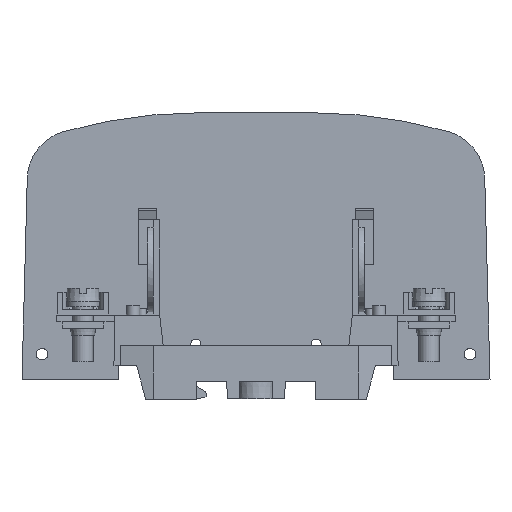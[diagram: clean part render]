
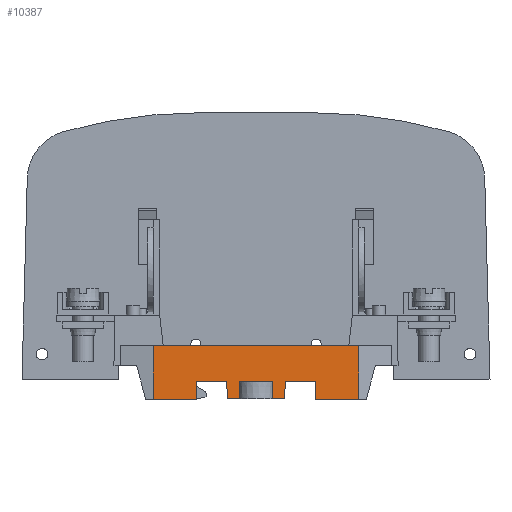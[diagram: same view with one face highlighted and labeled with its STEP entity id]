
A CAD part, left-side view. The second image highlights one B-rep face of the part: STEP entity #10387.
In plain terms, the highlighted planar face has unit normal (-1, 0, 0.018).
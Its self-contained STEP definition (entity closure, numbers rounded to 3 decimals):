
#8528=FACE_OUTER_BOUND('',#15910,.T.);
#10387=ADVANCED_FACE('',(#8528),#12390,.F.);
#12390=PLANE('',#48770);
#15910=EDGE_LOOP('',(#22786,#22787,#22788,#22789,#22790,#22791,#22792,#22793,
#22794,#22795,#22796,#22797,#22798,#22799,#22800,#22801));
#22786=ORIENTED_EDGE('',*,*,#35989,.F.);
#22787=ORIENTED_EDGE('',*,*,#33412,.T.);
#22788=ORIENTED_EDGE('',*,*,#35988,.F.);
#22789=ORIENTED_EDGE('',*,*,#35790,.T.);
#22790=ORIENTED_EDGE('',*,*,#35295,.T.);
#22791=ORIENTED_EDGE('',*,*,#35290,.F.);
#22792=ORIENTED_EDGE('',*,*,#35286,.T.);
#22793=ORIENTED_EDGE('',*,*,#34798,.T.);
#22794=ORIENTED_EDGE('',*,*,#34793,.F.);
#22795=ORIENTED_EDGE('',*,*,#34790,.F.);
#22796=ORIENTED_EDGE('',*,*,#34788,.T.);
#22797=ORIENTED_EDGE('',*,*,#34784,.T.);
#22798=ORIENTED_EDGE('',*,*,#34897,.F.);
#22799=ORIENTED_EDGE('',*,*,#34893,.F.);
#22800=ORIENTED_EDGE('',*,*,#35232,.F.);
#22801=ORIENTED_EDGE('',*,*,#35990,.F.);
#29626=VERTEX_POINT('',#62078);
#29627=VERTEX_POINT('',#62080);
#30659=VERTEX_POINT('',#65245);
#30660=VERTEX_POINT('',#65247);
#30662=VERTEX_POINT('',#65252);
#30664=VERTEX_POINT('',#65259);
#30666=VERTEX_POINT('',#65265);
#30667=VERTEX_POINT('',#65269);
#30731=VERTEX_POINT('',#65508);
#30732=VERTEX_POINT('',#65510);
#30945=VERTEX_POINT('',#66268);
#30977=VERTEX_POINT('',#66374);
#30978=VERTEX_POINT('',#66379);
#30980=VERTEX_POINT('',#66389);
#31270=VERTEX_POINT('',#67383);
#31351=VERTEX_POINT('',#67754);
#33412=EDGE_CURVE('',#29627,#29626,#39133,.T.);
#34784=EDGE_CURVE('',#30660,#30659,#40205,.T.);
#34788=EDGE_CURVE('',#30662,#30660,#40209,.T.);
#34790=EDGE_CURVE('',#30662,#30664,#40211,.T.);
#34793=EDGE_CURVE('',#30664,#30666,#40214,.T.);
#34798=EDGE_CURVE('',#30667,#30666,#40219,.T.);
#34893=EDGE_CURVE('',#30731,#30732,#40290,.T.);
#34897=EDGE_CURVE('',#30732,#30659,#40294,.T.);
#35232=EDGE_CURVE('',#30945,#30731,#40567,.T.);
#35286=EDGE_CURVE('',#30977,#30667,#40617,.T.);
#35290=EDGE_CURVE('',#30977,#30978,#40621,.T.);
#35295=EDGE_CURVE('',#30980,#30978,#40626,.T.);
#35790=EDGE_CURVE('',#31270,#30980,#41091,.T.);
#35988=EDGE_CURVE('',#31270,#29626,#41286,.T.);
#35989=EDGE_CURVE('',#29627,#31351,#41287,.T.);
#35990=EDGE_CURVE('',#31351,#30945,#41288,.T.);
#39133=LINE('',#62079,#43484);
#40205=LINE('',#65246,#44556);
#40209=LINE('',#65254,#44560);
#40211=LINE('',#65258,#44562);
#40214=LINE('',#65264,#44565);
#40219=LINE('',#65273,#44570);
#40290=LINE('',#65509,#44641);
#40294=LINE('',#65516,#44645);
#40567=LINE('',#66269,#44918);
#40617=LINE('',#66373,#44968);
#40621=LINE('',#66380,#44972);
#40626=LINE('',#66388,#44977);
#41091=LINE('',#67382,#45442);
#41286=LINE('',#67751,#45637);
#41287=LINE('',#67753,#45638);
#41288=LINE('',#67755,#45639);
#43484=VECTOR('',#50990,1.);
#44556=VECTOR('',#53226,1.);
#44560=VECTOR('',#53232,1.);
#44562=VECTOR('',#53236,1.);
#44565=VECTOR('',#53241,1.);
#44570=VECTOR('',#53248,1.);
#44641=VECTOR('',#53419,1.);
#44645=VECTOR('',#53427,1.);
#44918=VECTOR('',#54022,1.);
#44968=VECTOR('',#54118,1.);
#44972=VECTOR('',#54124,1.);
#44977=VECTOR('',#54133,1.);
#45442=VECTOR('',#54996,1.);
#45637=VECTOR('',#55369,1.);
#45638=VECTOR('',#55372,1.);
#45639=VECTOR('',#55373,1.);
#48770=AXIS2_PLACEMENT_3D('',#67756,#55374,#55375);
#50990=DIRECTION('',(0.,1.,0.));
#53226=DIRECTION('',(0.,-1.,0.));
#53232=DIRECTION('',(-0.017,-0.009,-1.));
#53236=DIRECTION('',(0.,1.,0.));
#53241=DIRECTION('',(-0.017,0.009,-1.));
#53248=DIRECTION('',(0.,-1.,0.));
#53419=DIRECTION('',(0.,1.,0.));
#53427=DIRECTION('',(-0.017,0.009,-1.));
#54022=DIRECTION('',(0.017,0.009,1.));
#54118=DIRECTION('',(-0.017,-0.009,-1.));
#54124=DIRECTION('',(0.,1.,0.));
#54133=DIRECTION('',(0.017,-0.009,1.));
#54996=DIRECTION('',(0.,-1.,0.));
#55369=DIRECTION('',(0.017,-0.001,1.));
#55372=DIRECTION('',(-0.017,-0.001,-1.));
#55373=DIRECTION('',(0.,1.,0.));
#55374=DIRECTION('',(1.,0.,-0.017));
#55375=DIRECTION('',(0.,-1.,0.));
#62078=CARTESIAN_POINT('',(0.279,100.75,16.));
#62079=CARTESIAN_POINT('',(0.279,70.004,16.));
#62080=CARTESIAN_POINT('',(0.279,39.25,16.));
#65245=CARTESIAN_POINT('',(0.003,61.35,0.2));
#65246=CARTESIAN_POINT('',(0.003,64.504,0.2));
#65247=CARTESIAN_POINT('',(0.003,65.,0.2));
#65252=CARTESIAN_POINT('',(0.094,65.045,5.4));
#65254=CARTESIAN_POINT('',(0.077,65.037,4.409));
#65258=CARTESIAN_POINT('',(0.094,66.037,5.4));
#65259=CARTESIAN_POINT('',(0.094,74.955,5.4));
#65264=CARTESIAN_POINT('',(0.077,74.963,4.409));
#65265=CARTESIAN_POINT('',(0.003,75.,0.2));
#65269=CARTESIAN_POINT('',(0.003,78.65,0.2));
#65273=CARTESIAN_POINT('',(0.003,78.65,0.2));
#65508=CARTESIAN_POINT('',(0.094,52.147,5.4));
#65509=CARTESIAN_POINT('',(0.094,52.147,5.4));
#65510=CARTESIAN_POINT('',(0.094,61.305,5.4));
#65516=CARTESIAN_POINT('',(0.094,61.305,5.4));
#66268=CARTESIAN_POINT('',(0.,52.1,0.));
#66269=CARTESIAN_POINT('',(0.02,52.11,1.134));
#66373=CARTESIAN_POINT('',(0.094,78.695,5.4));
#66374=CARTESIAN_POINT('',(0.094,78.695,5.4));
#66379=CARTESIAN_POINT('',(0.094,87.853,5.4));
#66380=CARTESIAN_POINT('',(0.094,78.695,5.4));
#66388=CARTESIAN_POINT('',(0.009,87.896,0.496));
#66389=CARTESIAN_POINT('',(0.,87.9,0.));
#67382=CARTESIAN_POINT('',(0.,70.,0.));
#67383=CARTESIAN_POINT('',(0.,100.765,0.));
#67751=CARTESIAN_POINT('',(0.219,100.753,12.525));
#67753=CARTESIAN_POINT('',(0.001,39.235,0.03));
#67754=CARTESIAN_POINT('',(0.,39.235,0.));
#67755=CARTESIAN_POINT('',(0.,70.,0.));
#67756=CARTESIAN_POINT('',(0.,70.,0.));
